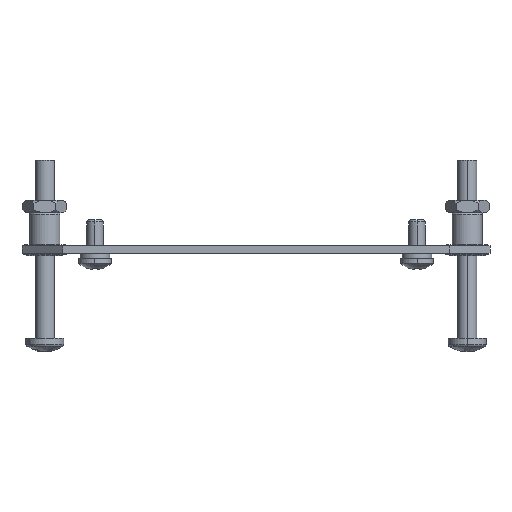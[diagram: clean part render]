
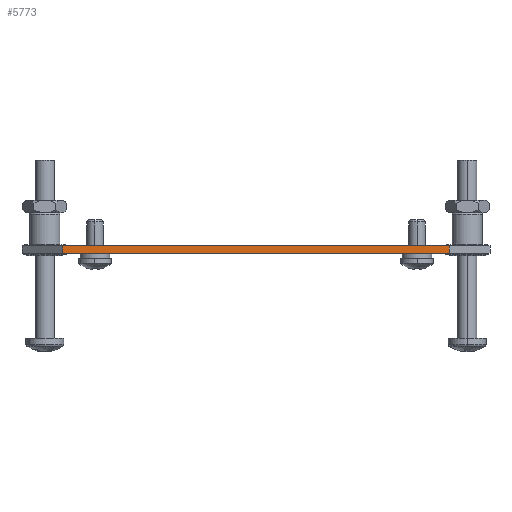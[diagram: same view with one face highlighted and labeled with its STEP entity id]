
A CAD part, left-side view. The second image highlights one B-rep face of the part: STEP entity #5773.
In plain terms, the highlighted planar face has unit normal (-1, 0, 0).
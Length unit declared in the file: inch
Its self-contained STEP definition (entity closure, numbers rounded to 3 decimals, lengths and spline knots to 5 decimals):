
#102 = PLANE ( 'NONE',  #4997 ) ;
#456 = VECTOR ( 'NONE', #5073, 39.37008 ) ;
#473 = ORIENTED_EDGE ( 'NONE', *, *, #1821, .T. ) ;
#713 = VERTEX_POINT ( 'NONE', #5379 ) ;
#742 = DIRECTION ( 'NONE',  ( 0., -1., 0. ) ) ;
#821 = EDGE_LOOP ( 'NONE', ( #3227, #473, #1323, #3216 ) ) ;
#1323 = ORIENTED_EDGE ( 'NONE', *, *, #1397, .T. ) ;
#1397 = EDGE_CURVE ( 'NONE', #3686, #2221, #1399, .T. ) ;
#1399 = LINE ( 'NONE', #4016, #6184 ) ;
#1421 = VECTOR ( 'NONE', #4415, 39.37008 ) ;
#1811 = CARTESIAN_POINT ( 'NONE',  ( -2.5, 1.9, -0.075 ) ) ;
#1821 = EDGE_CURVE ( 'NONE', #713, #3686, #7667, .T. ) ;
#2221 = VERTEX_POINT ( 'NONE', #4145 ) ;
#2472 = CARTESIAN_POINT ( 'NONE',  ( -2.5, -1.9, -0.075 ) ) ;
#2481 = EDGE_CURVE ( 'NONE', #2221, #7357, #8319, .T. ) ;
#2694 = CARTESIAN_POINT ( 'NONE',  ( -2.5, -2.3, -0.075 ) ) ;
#2917 = CARTESIAN_POINT ( 'NONE',  ( -2.5, -1.9, 0. ) ) ;
#3216 = ORIENTED_EDGE ( 'NONE', *, *, #2481, .T. ) ;
#3227 = ORIENTED_EDGE ( 'NONE', *, *, #6665, .F. ) ;
#3686 = VERTEX_POINT ( 'NONE', #5394 ) ;
#3982 = LINE ( 'NONE', #6586, #7461 ) ;
#4016 = CARTESIAN_POINT ( 'NONE',  ( -2.5, -2.3, -0.075 ) ) ;
#4145 = CARTESIAN_POINT ( 'NONE',  ( -2.5, -1.9, -0.075 ) ) ;
#4415 = DIRECTION ( 'NONE',  ( 0., 0., -1. ) ) ;
#4997 = AXIS2_PLACEMENT_3D ( 'NONE', #2694, #5298, #7909 ) ;
#5073 = DIRECTION ( 'NONE',  ( 0., 0., 1. ) ) ;
#5298 = DIRECTION ( 'NONE',  ( -1., 0., 0. ) ) ;
#5379 = CARTESIAN_POINT ( 'NONE',  ( -2.5, 1.9, 0. ) ) ;
#5394 = CARTESIAN_POINT ( 'NONE',  ( -2.5, 1.9, -0.075 ) ) ;
#5773 = ADVANCED_FACE ( 'NONE', ( #5939 ), #102, .T. ) ;
#5939 = FACE_OUTER_BOUND ( 'NONE', #821, .T. ) ;
#6184 = VECTOR ( 'NONE', #6613, 39.37008 ) ;
#6586 = CARTESIAN_POINT ( 'NONE',  ( -2.5, -2.3, 0. ) ) ;
#6613 = DIRECTION ( 'NONE',  ( 0., -1., 0. ) ) ;
#6665 = EDGE_CURVE ( 'NONE', #713, #7357, #3982, .T. ) ;
#7357 = VERTEX_POINT ( 'NONE', #2917 ) ;
#7461 = VECTOR ( 'NONE', #742, 39.37008 ) ;
#7667 = LINE ( 'NONE', #1811, #1421 ) ;
#7909 = DIRECTION ( 'NONE',  ( 0., 0., 1. ) ) ;
#8319 = LINE ( 'NONE', #2472, #456 ) ;
